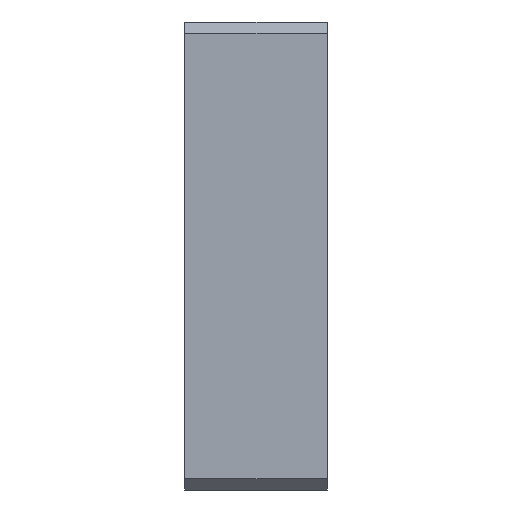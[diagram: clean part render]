
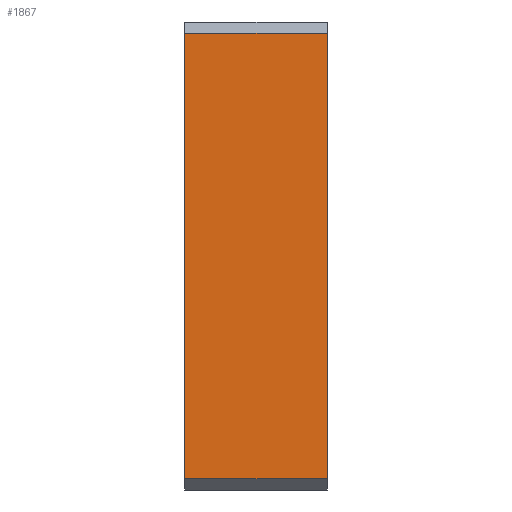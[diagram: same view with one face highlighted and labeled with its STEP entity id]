
A CAD part, left-side view. The second image highlights one B-rep face of the part: STEP entity #1867.
In plain terms, the highlighted planar face has unit normal (-1, 0, 0).
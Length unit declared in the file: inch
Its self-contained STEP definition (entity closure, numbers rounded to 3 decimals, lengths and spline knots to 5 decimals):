
#117=LINE('',#2816,#217);
#133=LINE('',#2909,#233);
#135=LINE('',#2913,#235);
#136=LINE('',#2914,#236);
#217=VECTOR('',#2270,3.07087);
#233=VECTOR('',#2372,0.98031);
#235=VECTOR('',#2376,0.98031);
#236=VECTOR('',#2377,3.07087);
#319=PLANE('',#2029);
#491=FACE_OUTER_BOUND('',#653,.T.);
#653=EDGE_LOOP('',(#1420,#1421,#1422,#1423));
#898=VERTEX_POINT('',#2813);
#899=VERTEX_POINT('',#2815);
#933=VERTEX_POINT('',#2908);
#934=VERTEX_POINT('',#2912);
#1083=EDGE_CURVE('',#898,#899,#117,.T.);
#1121=EDGE_CURVE('',#899,#933,#133,.T.);
#1123=EDGE_CURVE('',#934,#898,#135,.T.);
#1124=EDGE_CURVE('',#933,#934,#136,.T.);
#1420=ORIENTED_EDGE('',*,*,#1123,.F.);
#1421=ORIENTED_EDGE('',*,*,#1124,.F.);
#1422=ORIENTED_EDGE('',*,*,#1121,.F.);
#1423=ORIENTED_EDGE('',*,*,#1083,.F.);
#1867=ADVANCED_FACE('',(#491),#319,.F.);
#2029=AXIS2_PLACEMENT_3D('',#2911,#2374,#2375);
#2270=DIRECTION('',(0.,0.,1.));
#2372=DIRECTION('',(0.,-1.,0.));
#2374=DIRECTION('center_axis',(1.,0.,0.));
#2375=DIRECTION('ref_axis',(0.,0.,1.));
#2376=DIRECTION('',(0.,1.,0.));
#2377=DIRECTION('',(0.,0.,-1.));
#2813=CARTESIAN_POINT('',(-1.61417,0.93031,-1.53543));
#2815=CARTESIAN_POINT('',(-1.61417,0.93031,1.53543));
#2816=CARTESIAN_POINT('',(-1.61417,0.93031,-1.95677));
#2908=CARTESIAN_POINT('',(-1.61417,-0.05,1.53543));
#2909=CARTESIAN_POINT('',(-1.61417,0.93031,1.53543));
#2911=CARTESIAN_POINT('Origin',(-1.61417,0.93031,-2.));
#2912=CARTESIAN_POINT('',(-1.61417,-0.05,-1.53543));
#2913=CARTESIAN_POINT('',(-1.61417,0.93031,-1.53543));
#2914=CARTESIAN_POINT('',(-1.61417,-0.05,-1.95677));
